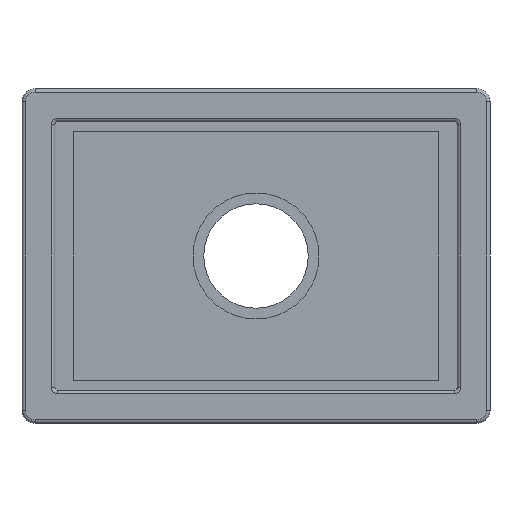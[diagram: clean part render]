
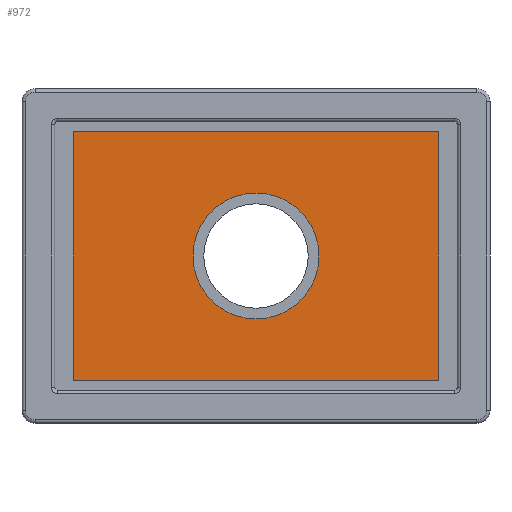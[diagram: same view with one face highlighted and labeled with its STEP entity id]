
A CAD part, front view. The second image highlights one B-rep face of the part: STEP entity #972.
In plain terms, the highlighted planar face has unit normal (0, -1, 0).
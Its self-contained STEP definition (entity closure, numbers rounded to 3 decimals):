
#18=FACE_BOUND('',#336,.T.);
#38=PLANE('',#1110);
#105=LINE('',#1698,#179);
#109=LINE('',#1705,#183);
#112=LINE('',#1711,#186);
#114=LINE('',#1714,#188);
#179=VECTOR('',#1411,10.);
#183=VECTOR('',#1417,10.);
#186=VECTOR('',#1422,10.);
#188=VECTOR('',#1426,10.);
#272=FACE_OUTER_BOUND('',#335,.T.);
#335=EDGE_LOOP('',(#871,#872,#873,#874));
#336=EDGE_LOOP('',(#875));
#405=CIRCLE('',#1103,19.3);
#481=VERTEX_POINT('',#1685);
#485=VERTEX_POINT('',#1695);
#486=VERTEX_POINT('',#1697);
#488=VERTEX_POINT('',#1703);
#490=VERTEX_POINT('',#1709);
#612=EDGE_CURVE('',#481,#481,#405,.T.);
#617=EDGE_CURVE('',#485,#486,#105,.T.);
#621=EDGE_CURVE('',#488,#485,#109,.T.);
#624=EDGE_CURVE('',#490,#488,#112,.T.);
#626=EDGE_CURVE('',#486,#490,#114,.T.);
#871=ORIENTED_EDGE('',*,*,#626,.F.);
#872=ORIENTED_EDGE('',*,*,#617,.F.);
#873=ORIENTED_EDGE('',*,*,#621,.F.);
#874=ORIENTED_EDGE('',*,*,#624,.F.);
#875=ORIENTED_EDGE('',*,*,#612,.T.);
#972=ADVANCED_FACE('',(#272,#18),#38,.F.);
#1103=AXIS2_PLACEMENT_3D('',#1686,#1400,#1401);
#1110=AXIS2_PLACEMENT_3D('',#1715,#1427,#1428);
#1400=DIRECTION('center_axis',(0.,1.,0.));
#1401=DIRECTION('ref_axis',(1.,0.,0.));
#1411=DIRECTION('',(0.,0.,-1.));
#1417=DIRECTION('',(1.,0.,0.));
#1422=DIRECTION('',(0.,0.,1.));
#1426=DIRECTION('',(-1.,0.,0.));
#1427=DIRECTION('center_axis',(0.,1.,0.));
#1428=DIRECTION('ref_axis',(0.,0.,1.));
#1685=CARTESIAN_POINT('',(-19.3,4.2,0.));
#1686=CARTESIAN_POINT('Origin',(0.,4.2,0.));
#1695=CARTESIAN_POINT('',(56.,4.2,38.));
#1697=CARTESIAN_POINT('',(56.,4.2,-38.));
#1698=CARTESIAN_POINT('',(56.,4.2,38.));
#1703=CARTESIAN_POINT('',(-56.,4.2,38.));
#1705=CARTESIAN_POINT('',(-56.,4.2,38.));
#1709=CARTESIAN_POINT('',(-56.,4.2,-38.));
#1711=CARTESIAN_POINT('',(-56.,4.2,-38.));
#1714=CARTESIAN_POINT('',(56.,4.2,-38.));
#1715=CARTESIAN_POINT('Origin',(0.,4.2,0.));
